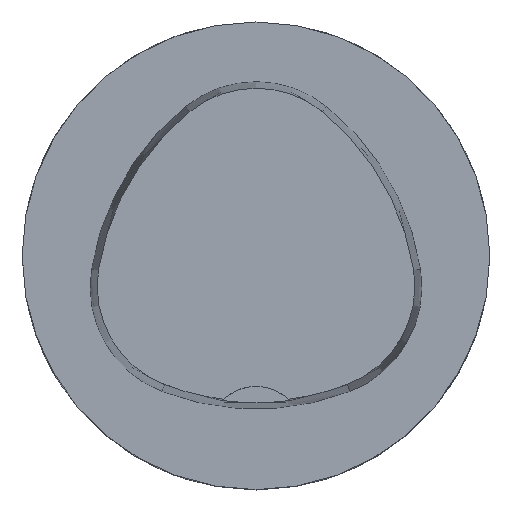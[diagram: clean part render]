
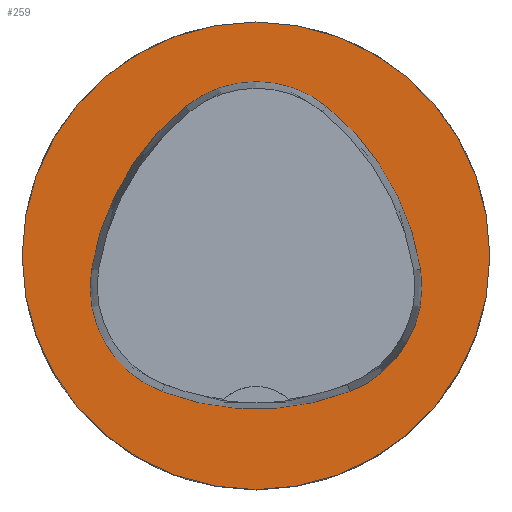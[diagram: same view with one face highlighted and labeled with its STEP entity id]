
A CAD part, top view. The second image highlights one B-rep face of the part: STEP entity #259.
In plain terms, the highlighted planar face has unit normal (0, 0, 1).
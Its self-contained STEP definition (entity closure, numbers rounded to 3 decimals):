
#109=PLANE('',#938);
#259=ADVANCED_FACE('',(#317,#318),#109,.T.);
#317=FACE_BOUND('',#377,.T.);
#318=FACE_BOUND('',#378,.T.);
#377=EDGE_LOOP('',(#554,#555,#556,#557,#558,#559));
#378=EDGE_LOOP('',(#560));
#554=ORIENTED_EDGE('',*,*,#761,.T.);
#555=ORIENTED_EDGE('',*,*,#741,.T.);
#556=ORIENTED_EDGE('',*,*,#745,.T.);
#557=ORIENTED_EDGE('',*,*,#748,.T.);
#558=ORIENTED_EDGE('',*,*,#751,.T.);
#559=ORIENTED_EDGE('',*,*,#759,.T.);
#560=ORIENTED_EDGE('',*,*,#732,.F.);
#645=VERTEX_POINT('',#1385);
#654=VERTEX_POINT('',#1404);
#655=VERTEX_POINT('',#1405);
#658=VERTEX_POINT('',#1413);
#660=VERTEX_POINT('',#1419);
#662=VERTEX_POINT('',#1425);
#669=VERTEX_POINT('',#1446);
#732=EDGE_CURVE('',#645,#645,#799,.T.);
#741=EDGE_CURVE('',#654,#655,#800,.T.);
#745=EDGE_CURVE('',#655,#658,#802,.T.);
#748=EDGE_CURVE('',#658,#660,#804,.T.);
#751=EDGE_CURVE('',#660,#662,#806,.T.);
#759=EDGE_CURVE('',#662,#669,#810,.T.);
#761=EDGE_CURVE('',#669,#654,#812,.T.);
#799=CIRCLE('',#910,25.);
#800=CIRCLE('',#916,28.);
#802=CIRCLE('',#919,12.);
#804=CIRCLE('',#922,28.);
#806=CIRCLE('',#925,12.);
#810=CIRCLE('',#930,28.);
#812=CIRCLE('',#933,12.);
#910=AXIS2_PLACEMENT_3D('',#1384,#1108,#1109);
#916=AXIS2_PLACEMENT_3D('',#1403,#1124,#1125);
#919=AXIS2_PLACEMENT_3D('',#1412,#1132,#1133);
#922=AXIS2_PLACEMENT_3D('',#1418,#1139,#1140);
#925=AXIS2_PLACEMENT_3D('',#1424,#1146,#1147);
#930=AXIS2_PLACEMENT_3D('',#1447,#1158,#1159);
#933=AXIS2_PLACEMENT_3D('',#1450,#1164,#1165);
#938=AXIS2_PLACEMENT_3D('',#1455,#1174,#1175);
#1108=DIRECTION('',(0.,0.,-1.));
#1109=DIRECTION('',(-1.,0.,0.));
#1124=DIRECTION('',(0.,0.,-1.));
#1125=DIRECTION('',(-1.,0.,0.));
#1132=DIRECTION('',(0.,0.,-1.));
#1133=DIRECTION('',(-1.,0.,0.));
#1139=DIRECTION('',(0.,0.,-1.));
#1140=DIRECTION('',(-1.,0.,0.));
#1146=DIRECTION('',(0.,0.,-1.));
#1147=DIRECTION('',(-1.,0.,0.));
#1158=DIRECTION('',(0.,0.,-1.));
#1159=DIRECTION('',(-1.,0.,0.));
#1164=DIRECTION('',(0.,0.,-1.));
#1165=DIRECTION('',(-1.,0.,0.));
#1174=DIRECTION('',(0.,0.,1.));
#1175=DIRECTION('',(1.,0.,0.));
#1384=CARTESIAN_POINT('',(0.,0.,0.));
#1385=CARTESIAN_POINT('',(-25.,0.,0.));
#1403=CARTESIAN_POINT('',(10.068,-5.824,0.));
#1404=CARTESIAN_POINT('',(-17.584,-1.424,0.));
#1405=CARTESIAN_POINT('',(-7.531,15.953,0.));
#1412=CARTESIAN_POINT('',(0.011,6.62,0.));
#1413=CARTESIAN_POINT('',(7.567,15.942,0.));
#1418=CARTESIAN_POINT('',(-10.063,-5.81,0.));
#1419=CARTESIAN_POINT('',(17.59,-1.418,0.));
#1424=CARTESIAN_POINT('',(5.739,-3.3,0.));
#1425=CARTESIAN_POINT('',(10.05,-14.499,0.));
#1446=CARTESIAN_POINT('',(-10.025,-14.516,0.));
#1447=CARTESIAN_POINT('',(-0.01,11.631,0.));
#1450=CARTESIAN_POINT('',(-5.733,-3.31,0.));
#1455=CARTESIAN_POINT('',(0.,0.,0.));
